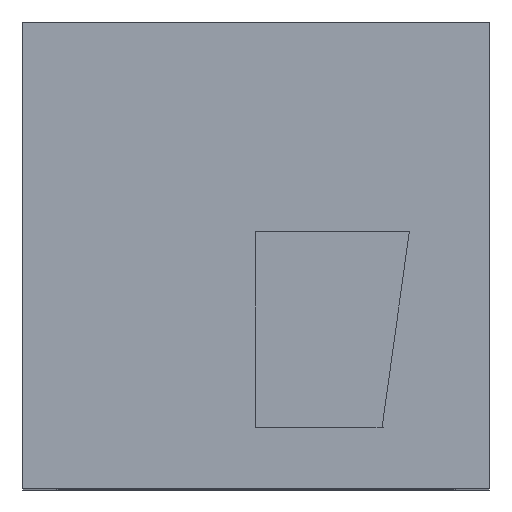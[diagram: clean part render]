
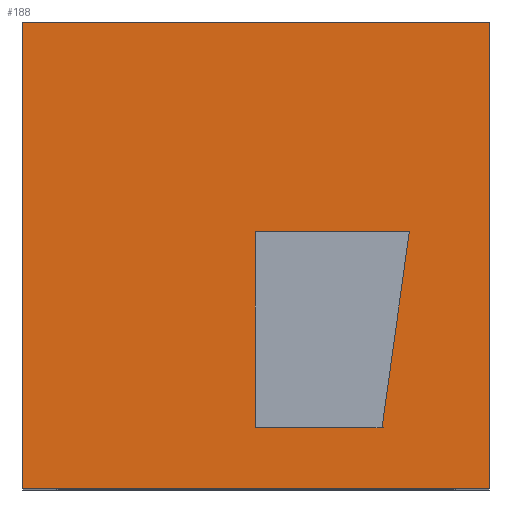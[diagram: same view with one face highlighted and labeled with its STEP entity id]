
A CAD part, top view. The second image highlights one B-rep face of the part: STEP entity #188.
In plain terms, the highlighted planar face has unit normal (0, 0, 1).
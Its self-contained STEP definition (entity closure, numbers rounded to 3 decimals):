
#188=ADVANCED_FACE('',(#236),#211,.T.);
#211=PLANE('',#635);
#236=FACE_OUTER_BOUND('',#263,.T.);
#263=EDGE_LOOP('',(#375,#376,#377,#378));
#375=ORIENTED_EDGE('',*,*,#490,.F.);
#376=ORIENTED_EDGE('',*,*,#491,.F.);
#377=ORIENTED_EDGE('',*,*,#492,.F.);
#378=ORIENTED_EDGE('',*,*,#493,.F.);
#432=VERTEX_POINT('',#874);
#433=VERTEX_POINT('',#875);
#434=VERTEX_POINT('',#877);
#435=VERTEX_POINT('',#879);
#490=EDGE_CURVE('',#432,#433,#543,.T.);
#491=EDGE_CURVE('',#434,#432,#544,.T.);
#492=EDGE_CURVE('',#435,#434,#545,.T.);
#493=EDGE_CURVE('',#433,#435,#546,.T.);
#543=LINE('',#873,#596);
#544=LINE('',#876,#597);
#545=LINE('',#878,#598);
#546=LINE('',#880,#599);
#596=VECTOR('',#736,1.);
#597=VECTOR('',#737,1.);
#598=VECTOR('',#738,1.);
#599=VECTOR('',#739,1.);
#635=AXIS2_PLACEMENT_3D('',#881,#740,#741);
#736=DIRECTION('',(-1.,0.,0.));
#737=DIRECTION('',(0.,-1.,0.));
#738=DIRECTION('',(1.,0.,0.));
#739=DIRECTION('',(0.,1.,0.));
#740=DIRECTION('',(0.,0.,1.));
#741=DIRECTION('',(1.,0.,0.));
#873=CARTESIAN_POINT('',(0.,-6.,0.));
#874=CARTESIAN_POINT('',(6.,-6.,0.));
#875=CARTESIAN_POINT('',(-6.,-6.,0.));
#876=CARTESIAN_POINT('',(6.,0.,0.));
#877=CARTESIAN_POINT('',(6.,6.,0.));
#878=CARTESIAN_POINT('',(0.,6.,0.));
#879=CARTESIAN_POINT('',(-6.,6.,0.));
#880=CARTESIAN_POINT('',(-6.,0.,0.));
#881=CARTESIAN_POINT('',(0.,0.,0.));
